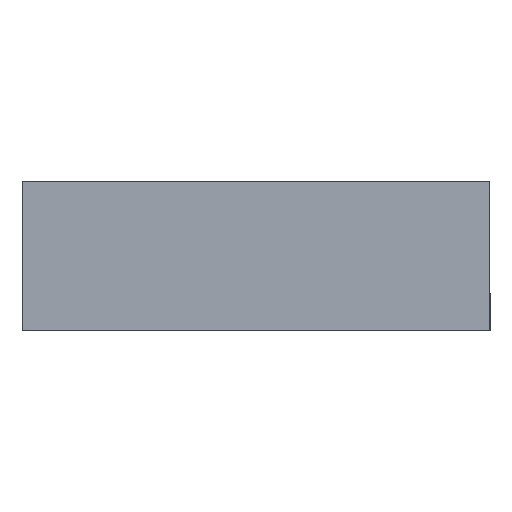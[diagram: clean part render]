
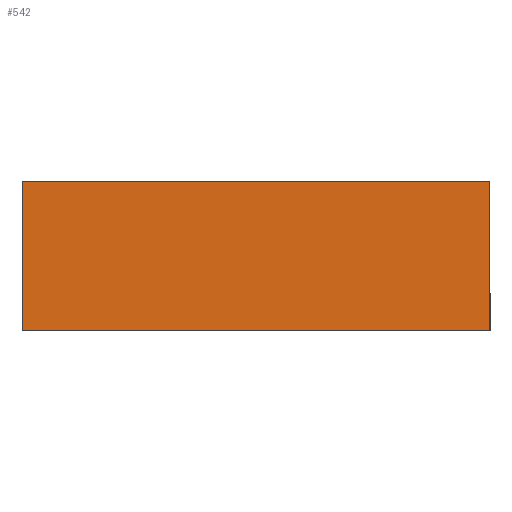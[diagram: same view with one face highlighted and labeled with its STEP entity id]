
A CAD part, left-side view. The second image highlights one B-rep face of the part: STEP entity #542.
In plain terms, the highlighted planar face has unit normal (-1, 0, 0).
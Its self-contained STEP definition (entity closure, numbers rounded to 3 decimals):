
#24 = CARTESIAN_POINT ( 'NONE',  ( -31., 12.5, 0. ) ) ;
#25 = EDGE_LOOP ( 'NONE', ( #204, #889, #997, #512 ) ) ;
#35 = CARTESIAN_POINT ( 'NONE',  ( -31., 12.5, 8. ) ) ;
#85 = VECTOR ( 'NONE', #1141, 1000. ) ;
#152 = DIRECTION ( 'NONE',  ( 0., 0., -1. ) ) ;
#204 = ORIENTED_EDGE ( 'NONE', *, *, #744, .T. ) ;
#252 = CARTESIAN_POINT ( 'NONE',  ( -31., -12.5, 0. ) ) ;
#268 = VECTOR ( 'NONE', #1329, 1000. ) ;
#277 = LINE ( 'NONE', #841, #645 ) ;
#281 = DIRECTION ( 'NONE',  ( -1., 0., 0. ) ) ;
#296 = CARTESIAN_POINT ( 'NONE',  ( -31., 0., 0. ) ) ;
#348 = AXIS2_PLACEMENT_3D ( 'NONE', #296, #281, #1283 ) ;
#356 = VERTEX_POINT ( 'NONE', #24 ) ;
#357 = CARTESIAN_POINT ( 'NONE',  ( -31., -12.5, 8. ) ) ;
#512 = ORIENTED_EDGE ( 'NONE', *, *, #1237, .T. ) ;
#542 = ADVANCED_FACE ( 'NONE', ( #844 ), #1271, .T. ) ;
#591 = VERTEX_POINT ( 'NONE', #1119 ) ;
#645 = VECTOR ( 'NONE', #1274, 1000. ) ;
#647 = VERTEX_POINT ( 'NONE', #1193 ) ;
#744 = EDGE_CURVE ( 'NONE', #591, #356, #1045, .T. ) ;
#841 = CARTESIAN_POINT ( 'NONE',  ( -31., 12.5, 0. ) ) ;
#844 = FACE_OUTER_BOUND ( 'NONE', #25, .T. ) ;
#889 = ORIENTED_EDGE ( 'NONE', *, *, #1359, .T. ) ;
#941 = VERTEX_POINT ( 'NONE', #1384 ) ;
#997 = ORIENTED_EDGE ( 'NONE', *, *, #1185, .T. ) ;
#1013 = LINE ( 'NONE', #357, #268 ) ;
#1045 = LINE ( 'NONE', #35, #1116 ) ;
#1116 = VECTOR ( 'NONE', #152, 1000. ) ;
#1119 = CARTESIAN_POINT ( 'NONE',  ( -31., 12.5, 8. ) ) ;
#1141 = DIRECTION ( 'NONE',  ( 0., 0., 1. ) ) ;
#1185 = EDGE_CURVE ( 'NONE', #941, #647, #1247, .T. ) ;
#1193 = CARTESIAN_POINT ( 'NONE',  ( -31., -12.5, 8. ) ) ;
#1237 = EDGE_CURVE ( 'NONE', #647, #591, #1013, .T. ) ;
#1247 = LINE ( 'NONE', #252, #85 ) ;
#1271 = PLANE ( 'NONE',  #348 ) ;
#1274 = DIRECTION ( 'NONE',  ( 0., -1., 0. ) ) ;
#1283 = DIRECTION ( 'NONE',  ( 0., -1., 0. ) ) ;
#1329 = DIRECTION ( 'NONE',  ( 0., 1., 0. ) ) ;
#1359 = EDGE_CURVE ( 'NONE', #356, #941, #277, .T. ) ;
#1384 = CARTESIAN_POINT ( 'NONE',  ( -31., -12.5, 0. ) ) ;
